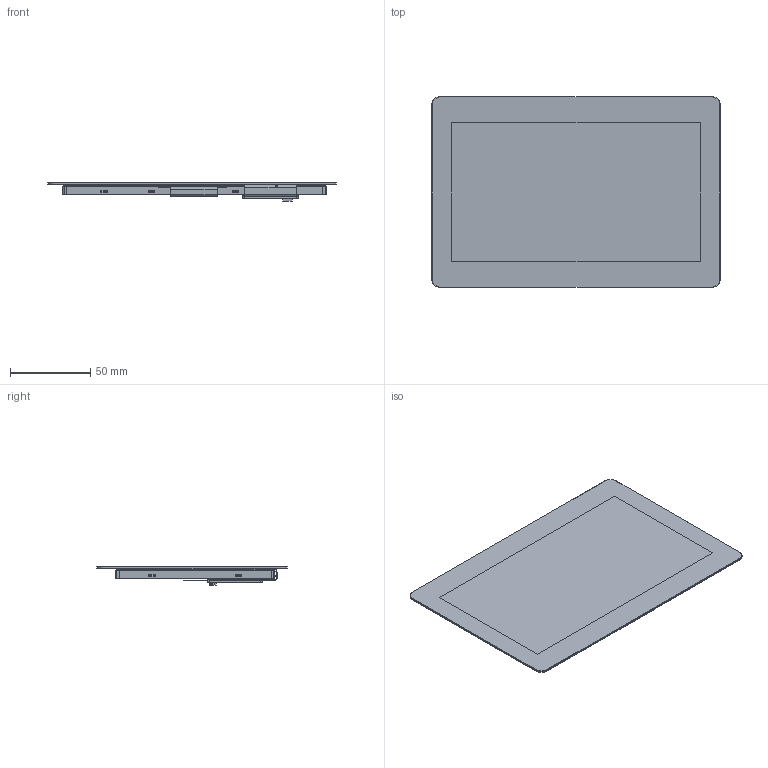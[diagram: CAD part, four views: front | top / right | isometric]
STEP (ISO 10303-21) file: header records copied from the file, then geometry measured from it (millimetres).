
FILE_DESCRIPTION(/* description */ (''),/* implementation_level */ '2;1');
FILE_NAME(/* name */ 'STANDARD 7''''RVT70HSLNWC00-B_Rev.1.0.stp',/* time_stamp */ '2020-09-22T08:27:28+02:00',/* author */ ('Mateusz Natywa'),/* organization */ (''),/* preprocessor_version */ 'ST-DEVELOPER v17',/* originating_system */ 'Autodesk Inventor 2019',/* authorisation */ '');
FILE_SCHEMA (('AUTOMOTIVE_DESIGN { 1 0 10303 214 3 1 1 }'));
Length unit declared in the file: millimetre
Products named in the file (14): 7.0RGB_OB; TFT; DISP; FPC; CTP; CG; SCA; SENSOR; FPC_1; DST; OCA; BT_UP; BT_L_R; BT_DOWN
Assembly tree (14 placements, depth 3):
  7.0RGB_OB
    TFT
      DISP
      FPC
    CTP
      CG
      SCA
      SENSOR
      FPC_1
      DST
    OCA
    BT_UP
    BT_L_R  x2
    BT_DOWN
Bounding box: 179.96 x 119 x 11.65 mm (x, y, z)
Volume: 130399.9 mm3; surface area: 198440.1 mm2
Topology: 14 solids, 14 shells, 520 faces, 1405 edges, 928 vertices
Faces by surface type: plane 465, cylinder 45, cone 8, bspline 2
Entity records: 16472 total; most frequent: CARTESIAN_POINT 2873, ORIENTED_EDGE 2762, DIRECTION 2547, EDGE_CURVE 1381, LINE 1279, VECTOR 1279, VERTEX_POINT 912, AXIS2_PLACEMENT_3D 634
